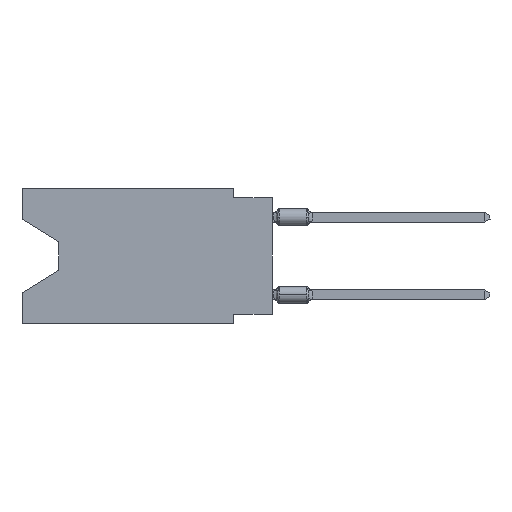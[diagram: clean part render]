
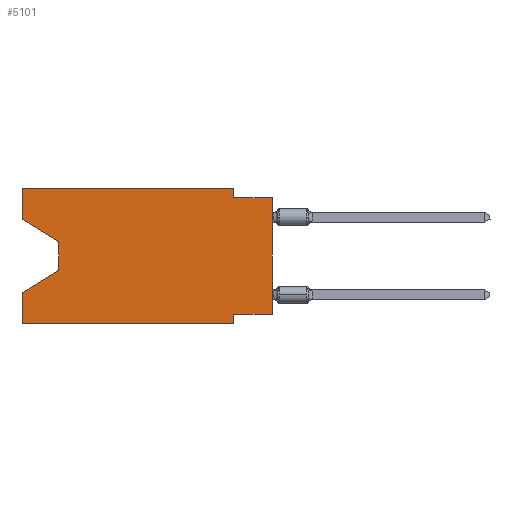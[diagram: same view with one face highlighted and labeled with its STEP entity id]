
A CAD part, left-side view. The second image highlights one B-rep face of the part: STEP entity #5101.
In plain terms, the highlighted planar face has unit normal (-1, 0, 0).
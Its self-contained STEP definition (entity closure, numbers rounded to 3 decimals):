
#767 = DIRECTION ( 'NONE',  ( 0., 0., 1. ) ) ;
#1198 = LINE ( 'NONE', #55211, #31220 ) ;
#1752 = VERTEX_POINT ( 'NONE', #8668 ) ;
#2939 = VERTEX_POINT ( 'NONE', #13119 ) ;
#4296 = FACE_OUTER_BOUND ( 'NONE', #44776, .T. ) ;
#4300 = VECTOR ( 'NONE', #39004, 1000. ) ;
#5018 = CARTESIAN_POINT ( 'NONE',  ( 0., 13.97, -3.505 ) ) ;
#5101 = ADVANCED_FACE ( 'NONE', ( #4296 ), #18152, .F. ) ;
#5483 = CARTESIAN_POINT ( 'NONE',  ( 0., 0., 0. ) ) ;
#5703 = CARTESIAN_POINT ( 'NONE',  ( 0., 16.383, 0. ) ) ;
#5768 = DIRECTION ( 'NONE',  ( 0., 0., 1. ) ) ;
#7132 = VECTOR ( 'NONE', #16422, 1000. ) ;
#7142 = CARTESIAN_POINT ( 'NONE',  ( 0., 2.54, -8.89 ) ) ;
#8580 = LINE ( 'NONE', #44570, #46414 ) ;
#8635 = VERTEX_POINT ( 'NONE', #35197 ) ;
#8668 = CARTESIAN_POINT ( 'NONE',  ( 0., 16.383, -2.038 ) ) ;
#8780 = VERTEX_POINT ( 'NONE', #34248 ) ;
#9035 = VECTOR ( 'NONE', #11073, 1000. ) ;
#9294 = ORIENTED_EDGE ( 'NONE', *, *, #21805, .F. ) ;
#9376 = ORIENTED_EDGE ( 'NONE', *, *, #44266, .F. ) ;
#9564 = ORIENTED_EDGE ( 'NONE', *, *, #19715, .F. ) ;
#10456 = EDGE_CURVE ( 'NONE', #40672, #38829, #10902, .T. ) ;
#10777 = LINE ( 'NONE', #55369, #9035 ) ;
#10902 = LINE ( 'NONE', #55200, #37791 ) ;
#11073 = DIRECTION ( 'NONE',  ( 0., -0.855, -0.519 ) ) ;
#12680 = VERTEX_POINT ( 'NONE', #34976 ) ;
#12836 = VERTEX_POINT ( 'NONE', #36734 ) ;
#13019 = DIRECTION ( 'NONE',  ( 0., 1., 0. ) ) ;
#13119 = CARTESIAN_POINT ( 'NONE',  ( 0., 16.383, 0. ) ) ;
#13138 = DIRECTION ( 'NONE',  ( 0., 0.855, -0.519 ) ) ;
#14753 = DIRECTION ( 'NONE',  ( 0., 0., -1. ) ) ;
#14864 = EDGE_CURVE ( 'NONE', #32209, #12836, #1198, .T. ) ;
#16382 = ORIENTED_EDGE ( 'NONE', *, *, #36765, .F. ) ;
#16422 = DIRECTION ( 'NONE',  ( 0., -1., 0. ) ) ;
#16576 = EDGE_CURVE ( 'NONE', #56347, #8780, #8580, .T. ) ;
#16648 = EDGE_CURVE ( 'NONE', #49505, #8635, #28599, .T. ) ;
#17670 = ORIENTED_EDGE ( 'NONE', *, *, #47486, .T. ) ;
#18152 = PLANE ( 'NONE',  #23244 ) ;
#18596 = DIRECTION ( 'NONE',  ( 0., 0., -1. ) ) ;
#19262 = DIRECTION ( 'NONE',  ( 0., -1., 0. ) ) ;
#19429 = VECTOR ( 'NONE', #5768, 1000. ) ;
#19715 = EDGE_CURVE ( 'NONE', #38829, #40427, #21708, .T. ) ;
#19743 = CARTESIAN_POINT ( 'NONE',  ( 0., 16.383, -8.89 ) ) ;
#19887 = ORIENTED_EDGE ( 'NONE', *, *, #10456, .F. ) ;
#21020 = EDGE_CURVE ( 'NONE', #32209, #12680, #36467, .T. ) ;
#21708 = LINE ( 'NONE', #31144, #7132 ) ;
#21805 = EDGE_CURVE ( 'NONE', #8780, #12680, #30421, .T. ) ;
#23244 = AXIS2_PLACEMENT_3D ( 'NONE', #43844, #36168, #27013 ) ;
#24045 = CARTESIAN_POINT ( 'NONE',  ( 0., 16.383, 0. ) ) ;
#24121 = VECTOR ( 'NONE', #32023, 1000. ) ;
#24766 = CARTESIAN_POINT ( 'NONE',  ( 0., 2.54, -0.635 ) ) ;
#26632 = VECTOR ( 'NONE', #18596, 1000. ) ;
#27013 = DIRECTION ( 'NONE',  ( 0., 0., -1. ) ) ;
#28336 = ORIENTED_EDGE ( 'NONE', *, *, #43681, .T. ) ;
#28599 = LINE ( 'NONE', #5018, #26632 ) ;
#29291 = LINE ( 'NONE', #5703, #47637 ) ;
#30421 = LINE ( 'NONE', #7142, #4300 ) ;
#31144 = CARTESIAN_POINT ( 'NONE',  ( 0., 0., -0.635 ) ) ;
#31220 = VECTOR ( 'NONE', #45432, 1000. ) ;
#32023 = DIRECTION ( 'NONE',  ( 0., -1., 0. ) ) ;
#32209 = VERTEX_POINT ( 'NONE', #19743 ) ;
#34220 = ORIENTED_EDGE ( 'NONE', *, *, #16648, .T. ) ;
#34248 = CARTESIAN_POINT ( 'NONE',  ( 0., 2.54, -8.255 ) ) ;
#34960 = CARTESIAN_POINT ( 'NONE',  ( 0., 13.97, -5.385 ) ) ;
#34976 = CARTESIAN_POINT ( 'NONE',  ( 0., 2.54, -8.89 ) ) ;
#35197 = CARTESIAN_POINT ( 'NONE',  ( 0., 13.97, -5.385 ) ) ;
#36168 = DIRECTION ( 'NONE',  ( 1., 0., 0. ) ) ;
#36289 = CARTESIAN_POINT ( 'NONE',  ( 0., 0., -0.635 ) ) ;
#36467 = LINE ( 'NONE', #54485, #24121 ) ;
#36734 = CARTESIAN_POINT ( 'NONE',  ( 0., 16.383, -6.852 ) ) ;
#36765 = EDGE_CURVE ( 'NONE', #1752, #2939, #41483, .T. ) ;
#37791 = VECTOR ( 'NONE', #14753, 1000. ) ;
#38829 = VERTEX_POINT ( 'NONE', #24766 ) ;
#39004 = DIRECTION ( 'NONE',  ( 0., 0., -1. ) ) ;
#40427 = VERTEX_POINT ( 'NONE', #36289 ) ;
#40672 = VERTEX_POINT ( 'NONE', #52187 ) ;
#40920 = ORIENTED_EDGE ( 'NONE', *, *, #21020, .T. ) ;
#41016 = CARTESIAN_POINT ( 'NONE',  ( 0., 13.97, -3.505 ) ) ;
#41483 = LINE ( 'NONE', #24045, #19429 ) ;
#42307 = ORIENTED_EDGE ( 'NONE', *, *, #16576, .F. ) ;
#43681 = EDGE_CURVE ( 'NONE', #56347, #40427, #49458, .T. ) ;
#43828 = EDGE_CURVE ( 'NONE', #1752, #49505, #10777, .T. ) ;
#43844 = CARTESIAN_POINT ( 'NONE',  ( 0., 16.383, 0. ) ) ;
#44022 = VECTOR ( 'NONE', #13138, 1000. ) ;
#44266 = EDGE_CURVE ( 'NONE', #2939, #40672, #29291, .T. ) ;
#44570 = CARTESIAN_POINT ( 'NONE',  ( 0., 0., -8.255 ) ) ;
#44776 = EDGE_LOOP ( 'NONE', ( #51379, #34220, #17670, #55387, #40920, #9294, #42307, #28336, #9564, #19887, #9376, #16382 ) ) ;
#45432 = DIRECTION ( 'NONE',  ( 0., 0., 1. ) ) ;
#46414 = VECTOR ( 'NONE', #13019, 1000. ) ;
#47486 = EDGE_CURVE ( 'NONE', #8635, #12836, #58314, .T. ) ;
#47637 = VECTOR ( 'NONE', #19262, 1000. ) ;
#49458 = LINE ( 'NONE', #5483, #54257 ) ;
#49505 = VERTEX_POINT ( 'NONE', #41016 ) ;
#51379 = ORIENTED_EDGE ( 'NONE', *, *, #43828, .T. ) ;
#52187 = CARTESIAN_POINT ( 'NONE',  ( 0., 2.54, 0. ) ) ;
#53898 = CARTESIAN_POINT ( 'NONE',  ( 0., 0., -8.255 ) ) ;
#54257 = VECTOR ( 'NONE', #767, 1000. ) ;
#54485 = CARTESIAN_POINT ( 'NONE',  ( 0., 16.383, -8.89 ) ) ;
#55200 = CARTESIAN_POINT ( 'NONE',  ( 0., 2.54, 0. ) ) ;
#55211 = CARTESIAN_POINT ( 'NONE',  ( 0., 16.383, 0. ) ) ;
#55369 = CARTESIAN_POINT ( 'NONE',  ( 0., 16.383, -2.038 ) ) ;
#55387 = ORIENTED_EDGE ( 'NONE', *, *, #14864, .F. ) ;
#56347 = VERTEX_POINT ( 'NONE', #53898 ) ;
#58314 = LINE ( 'NONE', #34960, #44022 ) ;
